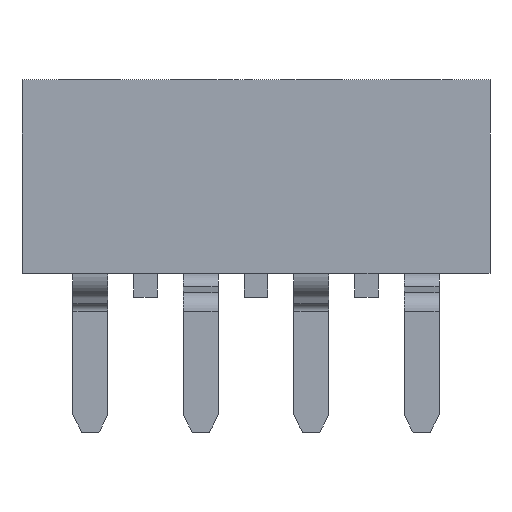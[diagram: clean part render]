
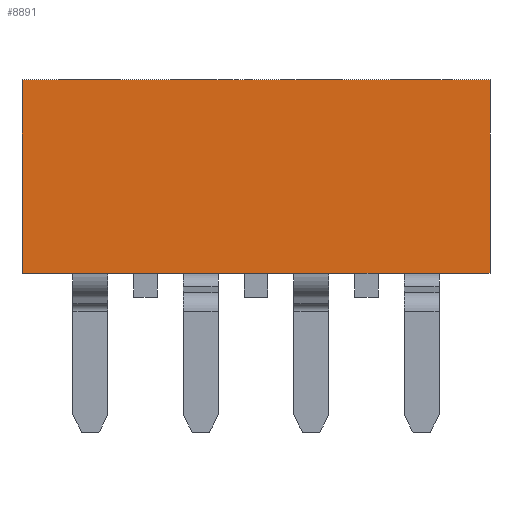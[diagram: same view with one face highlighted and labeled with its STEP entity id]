
A CAD part, front view. The second image highlights one B-rep face of the part: STEP entity #8891.
In plain terms, the highlighted face is planar.
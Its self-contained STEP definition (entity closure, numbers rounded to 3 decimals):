
#280=PLANE('',#9742);
#3109=ORIENTED_EDGE('',*,*,#4564,.T.);
#3110=ORIENTED_EDGE('',*,*,#4565,.T.);
#3111=ORIENTED_EDGE('',*,*,#4557,.T.);
#3112=ORIENTED_EDGE('',*,*,#4566,.T.);
#4557=EDGE_CURVE('',#5441,#5442,#6245,.T.);
#4564=EDGE_CURVE('',#5447,#5448,#6252,.T.);
#4565=EDGE_CURVE('',#5448,#5441,#6253,.T.);
#4566=EDGE_CURVE('',#5442,#5447,#6254,.T.);
#5441=VERTEX_POINT('',#15145);
#5442=VERTEX_POINT('',#15146);
#5447=VERTEX_POINT('',#15160);
#5448=VERTEX_POINT('',#15161);
#6245=LINE('',#15144,#7105);
#6252=LINE('',#15159,#7112);
#6253=LINE('',#15162,#7113);
#6254=LINE('',#15163,#7114);
#7105=VECTOR('',#12036,1000.);
#7112=VECTOR('',#12047,1000.);
#7113=VECTOR('',#12048,1000.);
#7114=VECTOR('',#12049,1000.);
#7683=EDGE_LOOP('',(#3109,#3110,#3111,#3112));
#8207=FACE_BOUND('',#7683,.T.);
#8891=ADVANCED_FACE('',(#8207),#280,.T.);
#9742=AXIS2_PLACEMENT_3D('',#15158,#12045,#12046);
#12036=DIRECTION('',(0.,0.,-1.));
#12045=DIRECTION('',(0.,1.,0.));
#12046=DIRECTION('',(0.,0.,1.));
#12047=DIRECTION('',(0.,0.,1.));
#12048=DIRECTION('',(1.,0.,0.));
#12049=DIRECTION('',(-1.,0.,0.));
#15144=CARTESIAN_POINT('',(5.38,1.27,2.225));
#15145=CARTESIAN_POINT('',(5.38,1.27,2.225));
#15146=CARTESIAN_POINT('',(5.38,1.27,-2.225));
#15158=CARTESIAN_POINT('',(0.,1.27,0.));
#15159=CARTESIAN_POINT('',(-5.38,1.27,-2.225));
#15160=CARTESIAN_POINT('',(-5.38,1.27,-2.225));
#15161=CARTESIAN_POINT('',(-5.38,1.27,2.225));
#15162=CARTESIAN_POINT('',(-5.38,1.27,2.225));
#15163=CARTESIAN_POINT('',(5.38,1.27,-2.225));
